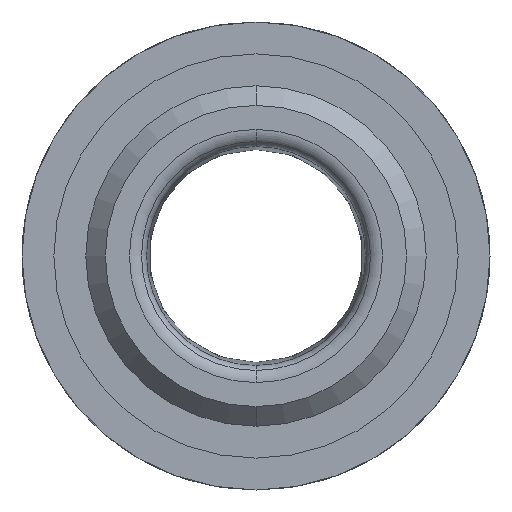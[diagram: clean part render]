
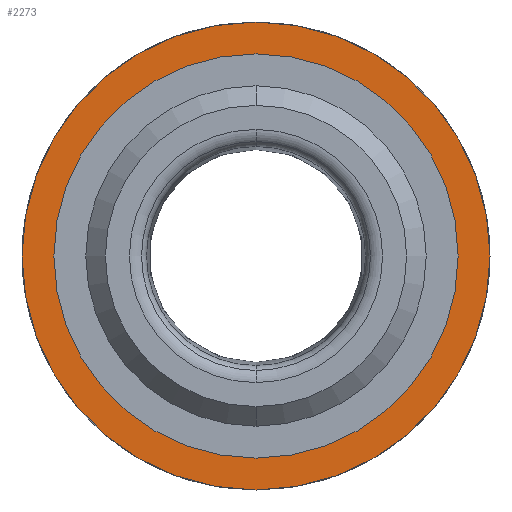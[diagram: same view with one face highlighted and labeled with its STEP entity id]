
A CAD part, front view. The second image highlights one B-rep face of the part: STEP entity #2273.
In plain terms, the highlighted planar face has unit normal (0, -1, 0).
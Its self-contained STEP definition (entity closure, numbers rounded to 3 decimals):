
#93=CARTESIAN_POINT('',(0.,9.5,0.));
#94=DIRECTION('',(0.,-1.,0.));
#95=DIRECTION('',(0.,0.,-1.));
#96=AXIS2_PLACEMENT_3D('',#93,#94,#95);
#98=CARTESIAN_POINT('',(0.,9.5,0.));
#99=DIRECTION('',(0.,-1.,0.));
#100=DIRECTION('',(0.,0.,1.));
#101=AXIS2_PLACEMENT_3D('',#98,#99,#100);
#103=CARTESIAN_POINT('',(0.,9.5,0.));
#104=DIRECTION('',(0.,1.,0.));
#105=DIRECTION('',(0.,0.,-1.));
#106=AXIS2_PLACEMENT_3D('',#103,#104,#105);
#108=CARTESIAN_POINT('',(0.,9.5,0.));
#109=DIRECTION('',(0.,1.,0.));
#110=DIRECTION('',(0.,0.,1.));
#111=AXIS2_PLACEMENT_3D('',#108,#109,#110);
#2055=CARTESIAN_POINT('',(0.,9.5,-11.));
#2057=VERTEX_POINT('',#2055);
#2059=CARTESIAN_POINT('',(0.,9.5,11.));
#2061=VERTEX_POINT('',#2059);
#2116=CARTESIAN_POINT('',(0.,9.5,-9.5));
#2118=VERTEX_POINT('',#2116);
#2120=CARTESIAN_POINT('',(0.,9.5,9.5));
#2122=VERTEX_POINT('',#2120);
#2257=CARTESIAN_POINT('',(9.5,9.5,0.));
#2258=DIRECTION('',(0.,-1.,0.));
#2259=DIRECTION('',(0.,0.,-1.));
#2260=AXIS2_PLACEMENT_3D('',#2257,#2258,#2259);
#2261=PLANE('',#2260);
#2263=ORIENTED_EDGE('',*,*,#2262,.F.);
#2264=ORIENTED_EDGE('',*,*,#2224,.F.);
#2265=EDGE_LOOP('',(#2263,#2264));
#2266=FACE_OUTER_BOUND('',#2265,.F.);
#2268=ORIENTED_EDGE('',*,*,#2267,.F.);
#2270=ORIENTED_EDGE('',*,*,#2269,.F.);
#2271=EDGE_LOOP('',(#2268,#2270));
#2272=FACE_BOUND('',#2271,.F.);
#2273=ADVANCED_FACE('',(#2266,#2272),#2261,.T.);
#97=CIRCLE('',#96,11.);
#102=CIRCLE('',#101,11.);
#107=CIRCLE('',#106,9.5);
#112=CIRCLE('',#111,9.5);
#2224=EDGE_CURVE('',#2061,#2057,#102,.T.);
#2262=EDGE_CURVE('',#2057,#2061,#97,.T.);
#2267=EDGE_CURVE('',#2118,#2122,#107,.T.);
#2269=EDGE_CURVE('',#2122,#2118,#112,.T.);
